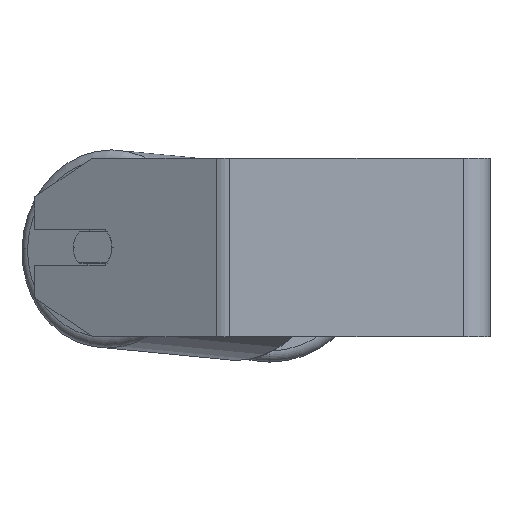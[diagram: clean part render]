
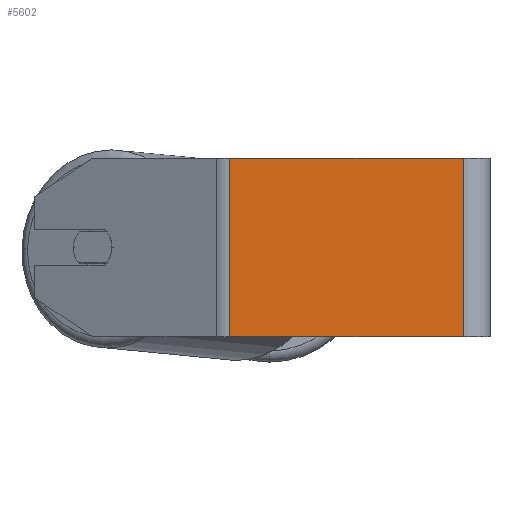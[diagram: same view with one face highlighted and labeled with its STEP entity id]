
A CAD part, left-side view. The second image highlights one B-rep face of the part: STEP entity #5602.
In plain terms, the highlighted planar face has unit normal (-1, 0, 0).
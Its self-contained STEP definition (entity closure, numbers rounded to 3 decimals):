
#420 = DIRECTION ( 'NONE',  ( 1., 0., 0. ) ) ;
#467 = CARTESIAN_POINT ( 'NONE',  ( -250., 116.738, -40. ) ) ;
#519 = LINE ( 'NONE', #8303, #6906 ) ;
#673 = VECTOR ( 'NONE', #4582, 1000. ) ;
#966 = ORIENTED_EDGE ( 'NONE', *, *, #8264, .F. ) ;
#1002 = LINE ( 'NONE', #6840, #4665 ) ;
#1243 = AXIS2_PLACEMENT_3D ( 'NONE', #7517, #420, #4261 ) ;
#1447 = DIRECTION ( 'NONE',  ( 0., -1., 0. ) ) ;
#1478 = DIRECTION ( 'NONE',  ( 0., 0., -1. ) ) ;
#1709 = DIRECTION ( 'NONE',  ( 0., 0., -1. ) ) ;
#2293 = VERTEX_POINT ( 'NONE', #5899 ) ;
#2302 = ORIENTED_EDGE ( 'NONE', *, *, #4434, .T. ) ;
#2614 = EDGE_CURVE ( 'NONE', #7151, #6572, #519, .T. ) ;
#2716 = CARTESIAN_POINT ( 'NONE',  ( -250., 12., 40. ) ) ;
#3010 = FACE_OUTER_BOUND ( 'NONE', #7084, .T. ) ;
#3602 = PLANE ( 'NONE',  #1243 ) ;
#3710 = LINE ( 'NONE', #7620, #4627 ) ;
#4011 = ORIENTED_EDGE ( 'NONE', *, *, #2614, .F. ) ;
#4021 = VERTEX_POINT ( 'NONE', #467 ) ;
#4261 = DIRECTION ( 'NONE',  ( 0., 0., -1. ) ) ;
#4434 = EDGE_CURVE ( 'NONE', #4021, #2293, #5302, .T. ) ;
#4582 = DIRECTION ( 'NONE',  ( 0., -1., 0. ) ) ;
#4627 = VECTOR ( 'NONE', #1709, 1000. ) ;
#4665 = VECTOR ( 'NONE', #1478, 1000. ) ;
#4960 = ORIENTED_EDGE ( 'NONE', *, *, #6309, .T. ) ;
#5096 = CARTESIAN_POINT ( 'NONE',  ( -250., 116.738, 40. ) ) ;
#5302 = LINE ( 'NONE', #7768, #673 ) ;
#5602 = ADVANCED_FACE ( 'NONE', ( #3010 ), #3602, .F. ) ;
#5899 = CARTESIAN_POINT ( 'NONE',  ( -250., 12., -40. ) ) ;
#6309 = EDGE_CURVE ( 'NONE', #7151, #4021, #3710, .T. ) ;
#6572 = VERTEX_POINT ( 'NONE', #2716 ) ;
#6840 = CARTESIAN_POINT ( 'NONE',  ( -250., 12., 40. ) ) ;
#6906 = VECTOR ( 'NONE', #1447, 1000. ) ;
#7084 = EDGE_LOOP ( 'NONE', ( #2302, #966, #4011, #4960 ) ) ;
#7151 = VERTEX_POINT ( 'NONE', #5096 ) ;
#7517 = CARTESIAN_POINT ( 'NONE',  ( -250., 119.953, 40. ) ) ;
#7620 = CARTESIAN_POINT ( 'NONE',  ( -250., 116.738, 40. ) ) ;
#7768 = CARTESIAN_POINT ( 'NONE',  ( -250., 119.953, -40. ) ) ;
#8264 = EDGE_CURVE ( 'NONE', #6572, #2293, #1002, .T. ) ;
#8303 = CARTESIAN_POINT ( 'NONE',  ( -250., 119.953, 40. ) ) ;
